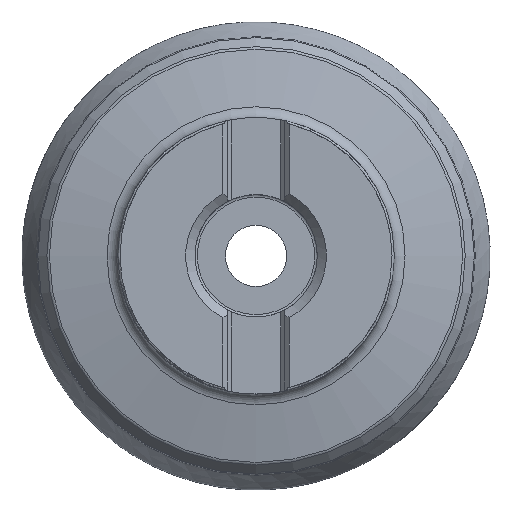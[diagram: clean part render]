
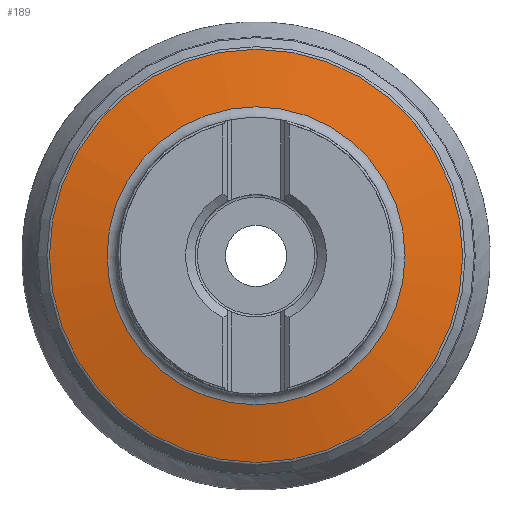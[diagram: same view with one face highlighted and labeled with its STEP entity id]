
A CAD part, top view. The second image highlights one B-rep face of the part: STEP entity #189.
In plain terms, the highlighted conical face has half-angle 77.998 degrees and reference radius 30.5 mm.
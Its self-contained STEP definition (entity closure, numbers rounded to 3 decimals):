
#114=CONICAL_SURFACE('',#994,30.5,77.998);
#189=ADVANCED_FACE('S9',(#312,#313),#114,.T.);
#312=FACE_BOUND('',#371,.T.);
#313=FACE_BOUND('',#372,.T.);
#371=EDGE_LOOP('',(#482));
#372=EDGE_LOOP('',(#483));
#482=ORIENTED_EDGE('',*,*,#733,.T.);
#483=ORIENTED_EDGE('',*,*,#734,.T.);
#658=VERTEX_POINT('',#1548);
#659=VERTEX_POINT('',#1550);
#733=EDGE_CURVE('',#658,#658,#793,.T.);
#734=EDGE_CURVE('',#659,#659,#794,.T.);
#793=CIRCLE('',#992,45.583);
#794=CIRCLE('',#993,32.876);
#992=AXIS2_PLACEMENT_3D('',#1547,#1171,#1172);
#993=AXIS2_PLACEMENT_3D('',#1549,#1173,#1174);
#994=AXIS2_PLACEMENT_3D('',#1551,#1175,#1176);
#1171=DIRECTION('',(0.,0.,1.));
#1172=DIRECTION('',(0.,1.,0.));
#1173=DIRECTION('',(0.,0.,-1.));
#1174=DIRECTION('',(0.,-1.,0.));
#1175=DIRECTION('',(0.,0.,-1.));
#1176=DIRECTION('',(0.,-1.,0.));
#1547=CARTESIAN_POINT('',(0.,0.,-19.707));
#1548=CARTESIAN_POINT('',(0.,45.583,-19.707));
#1549=CARTESIAN_POINT('',(0.,0.,-17.005));
#1550=CARTESIAN_POINT('',(0.,-32.876,-17.005));
#1551=CARTESIAN_POINT('',(0.,0.,-16.5));
